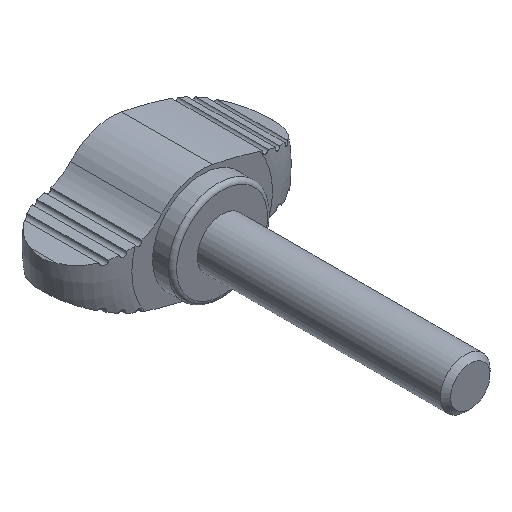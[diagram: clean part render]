
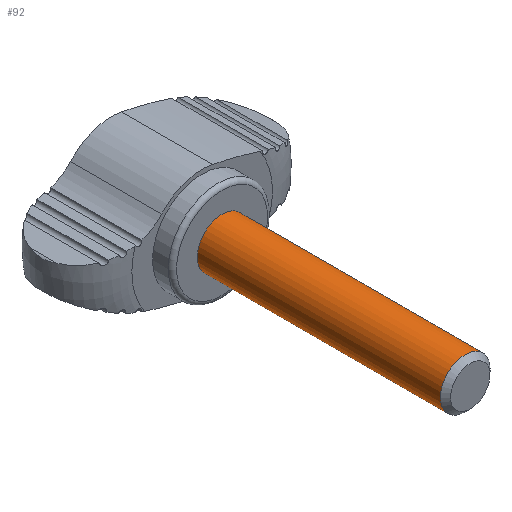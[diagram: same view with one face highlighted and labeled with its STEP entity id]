
A CAD part, isometric view. The second image highlights one B-rep face of the part: STEP entity #92.
In plain terms, the highlighted cylindrical face has radius 3 mm (diameter 6 mm), a full revolution.
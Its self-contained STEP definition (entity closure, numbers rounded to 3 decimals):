
#92 = ADVANCED_FACE( '', ( #213, #214 ), #215, .T. );
#213 = FACE_OUTER_BOUND( '', #366, .T. );
#214 = FACE_OUTER_BOUND( '', #367, .T. );
#215 = CYLINDRICAL_SURFACE( '', #368, 3. );
#366 = EDGE_LOOP( '', ( #569 ) );
#367 = EDGE_LOOP( '', ( #570 ) );
#368 = AXIS2_PLACEMENT_3D( '', #571, #572, #573 );
#569 = ORIENTED_EDGE( '', *, *, #950, .F. );
#570 = ORIENTED_EDGE( '', *, *, #951, .T. );
#571 = CARTESIAN_POINT( '', ( 0., -30., 0. ) );
#572 = DIRECTION( '', ( 0., 1., 0. ) );
#573 = DIRECTION( '', ( 0., 0., -1. ) );
#950 = EDGE_CURVE( '', #1154, #1154, #1155, .T. );
#951 = EDGE_CURVE( '', #1156, #1156, #1157, .F. );
#1154 = VERTEX_POINT( '', #1504 );
#1155 = CIRCLE( '', #1505, 3. );
#1156 = VERTEX_POINT( '', #1506 );
#1157 = CIRCLE( '', #1507, 3. );
#1504 = CARTESIAN_POINT( '', ( 0., -29.387, -3. ) );
#1505 = AXIS2_PLACEMENT_3D( '', #1966, #1967, #1968 );
#1506 = CARTESIAN_POINT( '', ( 0., 0., 3. ) );
#1507 = AXIS2_PLACEMENT_3D( '', #1969, #1970, #1971 );
#1966 = CARTESIAN_POINT( '', ( 0., -29.387, 0. ) );
#1967 = DIRECTION( '', ( 0., -1., 0. ) );
#1968 = DIRECTION( '', ( 0., 0., -1. ) );
#1969 = CARTESIAN_POINT( '', ( 0., 0., 0. ) );
#1970 = DIRECTION( '', ( 0., 1., 0. ) );
#1971 = DIRECTION( '', ( 0., 0., 1. ) );
